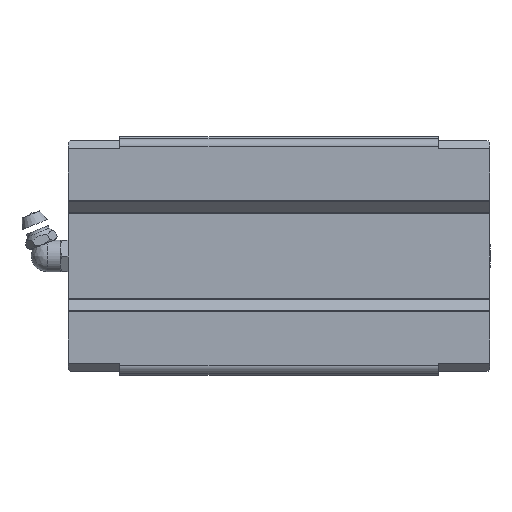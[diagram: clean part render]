
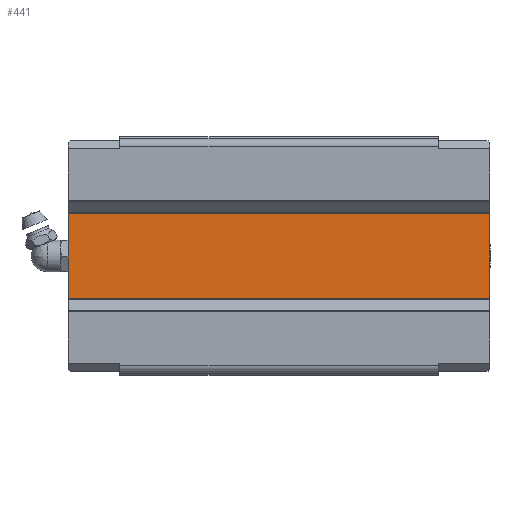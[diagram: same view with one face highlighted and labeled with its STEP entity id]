
A CAD part, front view. The second image highlights one B-rep face of the part: STEP entity #441.
In plain terms, the highlighted planar face has unit normal (0, -1, 0).
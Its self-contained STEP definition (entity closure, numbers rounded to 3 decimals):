
#38 = VERTEX_POINT ( 'NONE', #382 ) ;
#382 = CARTESIAN_POINT ( 'NONE',  ( -53., 16., -11.147 ) ) ;
#441 = ADVANCED_FACE ( 'NONE', ( #448 ), #5019, .T. ) ;
#448 = FACE_OUTER_BOUND ( 'NONE', #2793, .T. ) ;
#516 = AXIS2_PLACEMENT_3D ( 'NONE', #884, #3305, #934 ) ;
#691 = DIRECTION ( 'NONE',  ( 0., 0., -1. ) ) ;
#884 = CARTESIAN_POINT ( 'NONE',  ( 53., 16., -11.147 ) ) ;
#928 = EDGE_CURVE ( 'NONE', #1592, #5108, #2298, .T. ) ;
#934 = DIRECTION ( 'NONE',  ( 0., 0., -1. ) ) ;
#1028 = LINE ( 'NONE', #2663, #2159 ) ;
#1050 = VECTOR ( 'NONE', #1114, 1000. ) ;
#1095 = CARTESIAN_POINT ( 'NONE',  ( 53., 16., 11.147 ) ) ;
#1114 = DIRECTION ( 'NONE',  ( -1., 0., 0. ) ) ;
#1282 = CARTESIAN_POINT ( 'NONE',  ( 53., 16., -11.147 ) ) ;
#1353 = ORIENTED_EDGE ( 'NONE', *, *, #928, .T. ) ;
#1393 = EDGE_CURVE ( 'NONE', #1934, #1592, #1028, .T. ) ;
#1592 = VERTEX_POINT ( 'NONE', #1689 ) ;
#1635 = LINE ( 'NONE', #1282, #3522 ) ;
#1689 = CARTESIAN_POINT ( 'NONE',  ( 53., 16., 11.147 ) ) ;
#1934 = VERTEX_POINT ( 'NONE', #2638 ) ;
#2159 = VECTOR ( 'NONE', #2266, 1000. ) ;
#2266 = DIRECTION ( 'NONE',  ( 0., 0., 1. ) ) ;
#2298 = LINE ( 'NONE', #1095, #1050 ) ;
#2638 = CARTESIAN_POINT ( 'NONE',  ( 53., 16., -11.147 ) ) ;
#2663 = CARTESIAN_POINT ( 'NONE',  ( 53., 16., -11.147 ) ) ;
#2793 = EDGE_LOOP ( 'NONE', ( #4513, #1353, #4772, #3289 ) ) ;
#3141 = LINE ( 'NONE', #3905, #5246 ) ;
#3289 = ORIENTED_EDGE ( 'NONE', *, *, #4140, .T. ) ;
#3305 = DIRECTION ( 'NONE',  ( 0., -1., 0. ) ) ;
#3522 = VECTOR ( 'NONE', #5020, 1000. ) ;
#3695 = EDGE_CURVE ( 'NONE', #5108, #38, #3141, .T. ) ;
#3812 = CARTESIAN_POINT ( 'NONE',  ( -53., 16., 11.147 ) ) ;
#3905 = CARTESIAN_POINT ( 'NONE',  ( -53., 16., -11.147 ) ) ;
#4140 = EDGE_CURVE ( 'NONE', #38, #1934, #1635, .T. ) ;
#4513 = ORIENTED_EDGE ( 'NONE', *, *, #1393, .T. ) ;
#4772 = ORIENTED_EDGE ( 'NONE', *, *, #3695, .T. ) ;
#5019 = PLANE ( 'NONE',  #516 ) ;
#5020 = DIRECTION ( 'NONE',  ( 1., 0., 0. ) ) ;
#5108 = VERTEX_POINT ( 'NONE', #3812 ) ;
#5246 = VECTOR ( 'NONE', #691, 1000. ) ;
